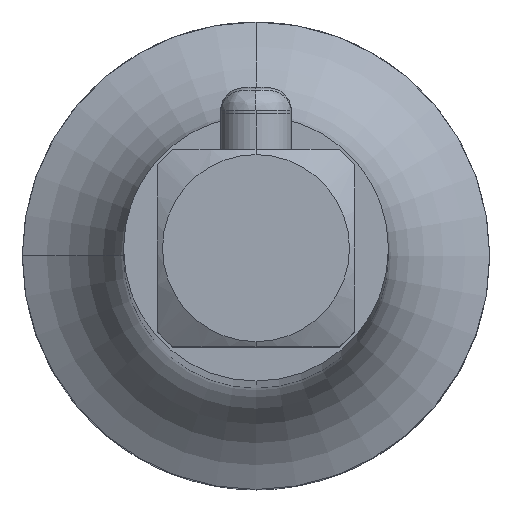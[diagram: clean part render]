
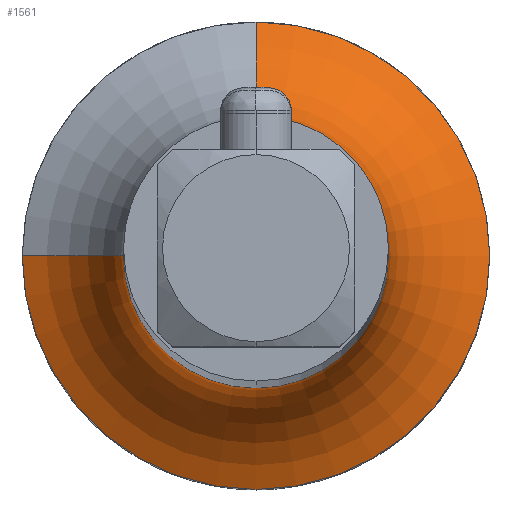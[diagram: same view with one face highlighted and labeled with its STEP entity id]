
A CAD part, top view. The second image highlights one B-rep face of the part: STEP entity #1561.
In plain terms, the highlighted toroidal (fillet/blend) face has major radius 18.5 mm and minor radius 10 mm.
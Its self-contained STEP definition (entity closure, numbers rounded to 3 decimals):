
#319=CARTESIAN_POINT('',(0.,0.,28.367));
#320=DIRECTION('',(0.,0.,1.));
#321=DIRECTION('',(-1.,0.,0.));
#322=AXIS2_PLACEMENT_3D('',#319,#320,#321);
#357=CARTESIAN_POINT('',(0.,0.,28.367));
#358=DIRECTION('',(0.,0.,1.));
#359=DIRECTION('',(0.,-1.,0.));
#360=AXIS2_PLACEMENT_3D('',#357,#358,#359);
#365=CARTESIAN_POINT('',(0.,0.,19.));
#366=DIRECTION('',(0.,0.,-1.));
#367=DIRECTION('',(1.,0.,0.));
#368=AXIS2_PLACEMENT_3D('',#365,#366,#367);
#373=CARTESIAN_POINT('',(-18.5,0.,28.367));
#374=DIRECTION('',(0.,-1.,0.));
#375=DIRECTION('',(0.35,0.,-0.937));
#376=AXIS2_PLACEMENT_3D('',#373,#374,#375);
#381=CARTESIAN_POINT('',(0.,18.5,28.367));
#382=DIRECTION('',(-1.,0.,0.));
#383=DIRECTION('',(0.,-0.35,-0.937));
#384=AXIS2_PLACEMENT_3D('',#381,#382,#383);
#422=CARTESIAN_POINT('',(0.,0.,19.));
#423=DIRECTION('',(0.,0.,1.));
#424=DIRECTION('',(1.,0.,0.));
#425=AXIS2_PLACEMENT_3D('',#422,#423,#424);
#1259=CARTESIAN_POINT('',(15.,0.,19.));
#1260=CARTESIAN_POINT('',(0.,15.,19.));
#1261=VERTEX_POINT('',#1259);
#1262=VERTEX_POINT('',#1260);
#1263=CARTESIAN_POINT('',(-15.,0.,19.));
#1264=VERTEX_POINT('',#1263);
#1265=CARTESIAN_POINT('',(0.,8.5,28.367));
#1266=CARTESIAN_POINT('',(-8.5,0.,28.367));
#1267=VERTEX_POINT('',#1265);
#1268=VERTEX_POINT('',#1266);
#1269=CARTESIAN_POINT('',(0.,-8.5,28.367));
#1270=VERTEX_POINT('',#1269);
#1544=CARTESIAN_POINT('',(0.,0.,28.367));
#1545=DIRECTION('',(0.,0.,1.));
#1546=DIRECTION('',(-0.055,-0.998,0.));
#1547=AXIS2_PLACEMENT_3D('',#1544,#1545,#1546);
#1548=TOROIDAL_SURFACE('',#1547,18.5,10.);
#1549=ORIENTED_EDGE('',*,*,#1538,.T.);
#1551=ORIENTED_EDGE('',*,*,#1550,.F.);
#1553=ORIENTED_EDGE('',*,*,#1552,.F.);
#1555=ORIENTED_EDGE('',*,*,#1554,.T.);
#1557=ORIENTED_EDGE('',*,*,#1556,.T.);
#1558=ORIENTED_EDGE('',*,*,#1522,.T.);
#1559=EDGE_LOOP('',(#1549,#1551,#1553,#1555,#1557,#1558));
#1560=FACE_OUTER_BOUND('',#1559,.F.);
#1561=ADVANCED_FACE('',(#1560),#1548,.F.);
#323=CIRCLE('',#322,8.5);
#361=CIRCLE('',#360,8.5);
#369=CIRCLE('',#368,15.);
#377=CIRCLE('',#376,10.);
#385=CIRCLE('',#384,10.);
#426=CIRCLE('',#425,15.);
#1522=EDGE_CURVE('',#1268,#1270,#323,.T.);
#1538=EDGE_CURVE('',#1270,#1267,#361,.T.);
#1550=EDGE_CURVE('',#1262,#1267,#385,.T.);
#1552=EDGE_CURVE('',#1261,#1262,#426,.T.);
#1554=EDGE_CURVE('',#1261,#1264,#369,.T.);
#1556=EDGE_CURVE('',#1264,#1268,#377,.T.);
